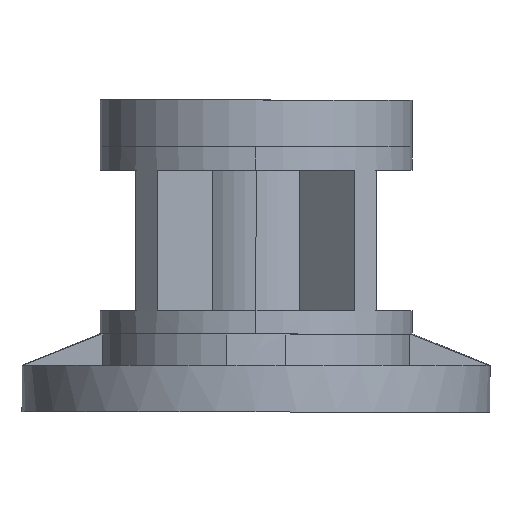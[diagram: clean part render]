
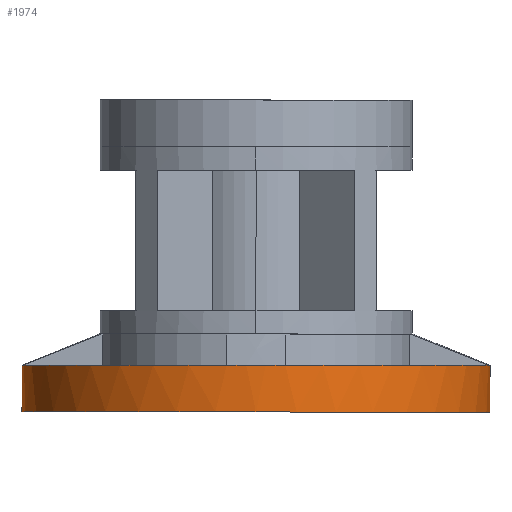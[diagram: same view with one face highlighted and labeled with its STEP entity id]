
A CAD part, left-side view. The second image highlights one B-rep face of the part: STEP entity #1974.
In plain terms, the highlighted cylindrical face has radius 60 mm (diameter 120 mm), a partial arc.
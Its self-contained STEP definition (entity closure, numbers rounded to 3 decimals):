
#61 = ORIENTED_EDGE ( 'NONE', *, *, #4217, .T. ) ;
#161 = EDGE_CURVE ( 'NONE', #7417, #5476, #6387, .T. ) ;
#165 = CARTESIAN_POINT ( 'NONE',  ( 0., 0., 0. ) ) ;
#208 = EDGE_CURVE ( 'NONE', #739, #7636, #3863, .T. ) ;
#531 = ORIENTED_EDGE ( 'NONE', *, *, #6582, .F. ) ;
#532 = CIRCLE ( 'NONE', #6721, 60. ) ;
#739 = VERTEX_POINT ( 'NONE', #7285 ) ;
#833 = AXIS2_PLACEMENT_3D ( 'NONE', #5926, #4852, #4219 ) ;
#1163 = ORIENTED_EDGE ( 'NONE', *, *, #6373, .F. ) ;
#1204 = DIRECTION ( 'NONE',  ( 0., 0., 1. ) ) ;
#1341 = ORIENTED_EDGE ( 'NONE', *, *, #3477, .T. ) ;
#1584 = ORIENTED_EDGE ( 'NONE', *, *, #1748, .T. ) ;
#1609 = LINE ( 'NONE', #4101, #1662 ) ;
#1662 = VECTOR ( 'NONE', #4020, 1000. ) ;
#1748 = EDGE_CURVE ( 'NONE', #5048, #739, #5760, .T. ) ;
#1808 = CARTESIAN_POINT ( 'NONE',  ( 0., -12., 0. ) ) ;
#1818 = DIRECTION ( 'NONE',  ( 0., -1., 0. ) ) ;
#1896 = CIRCLE ( 'NONE', #4538, 60. ) ;
#1974 = ADVANCED_FACE ( 'NONE', ( #7215 ), #4843, .T. ) ;
#2192 = DIRECTION ( 'NONE',  ( 0., 0., -1. ) ) ;
#2252 = CARTESIAN_POINT ( 'NONE',  ( 0., 0., -60. ) ) ;
#2474 = ORIENTED_EDGE ( 'NONE', *, *, #7129, .T. ) ;
#2585 = DIRECTION ( 'NONE',  ( 0., 0., 1. ) ) ;
#2915 = DIRECTION ( 'NONE',  ( 0., 0., 1. ) ) ;
#3137 = CARTESIAN_POINT ( 'NONE',  ( 0., 0., 0. ) ) ;
#3172 = VECTOR ( 'NONE', #4058, 1000. ) ;
#3444 = AXIS2_PLACEMENT_3D ( 'NONE', #1808, #4210, #1204 ) ;
#3477 = EDGE_CURVE ( 'NONE', #5476, #7736, #6928, .T. ) ;
#3786 = CARTESIAN_POINT ( 'NONE',  ( 0., -12., 60. ) ) ;
#3831 = EDGE_LOOP ( 'NONE', ( #531, #1163, #1584, #7778, #61, #5002, #1341, #2474 ) ) ;
#3863 = CIRCLE ( 'NONE', #4480, 60. ) ;
#3910 = CARTESIAN_POINT ( 'NONE',  ( -7.5, 0., -59.529 ) ) ;
#4020 = DIRECTION ( 'NONE',  ( 0., 1., 0. ) ) ;
#4058 = DIRECTION ( 'NONE',  ( 0., 1., 0. ) ) ;
#4101 = CARTESIAN_POINT ( 'NONE',  ( 0., -12., -60. ) ) ;
#4210 = DIRECTION ( 'NONE',  ( 0., 1., 0. ) ) ;
#4217 = EDGE_CURVE ( 'NONE', #7636, #7417, #1896, .T. ) ;
#4219 = DIRECTION ( 'NONE',  ( 0., 0., 1. ) ) ;
#4413 = DIRECTION ( 'NONE',  ( 0., -1., 0. ) ) ;
#4468 = DIRECTION ( 'NONE',  ( 0., 0., -1. ) ) ;
#4480 = AXIS2_PLACEMENT_3D ( 'NONE', #6519, #1818, #2915 ) ;
#4490 = CARTESIAN_POINT ( 'NONE',  ( 0., -12., 0. ) ) ;
#4526 = AXIS2_PLACEMENT_3D ( 'NONE', #4557, #6346, #2192 ) ;
#4538 = AXIS2_PLACEMENT_3D ( 'NONE', #3137, #5745, #4468 ) ;
#4557 = CARTESIAN_POINT ( 'NONE',  ( 0., 0., 0. ) ) ;
#4677 = VERTEX_POINT ( 'NONE', #5052 ) ;
#4801 = AXIS2_PLACEMENT_3D ( 'NONE', #4490, #4413, #5116 ) ;
#4843 = CYLINDRICAL_SURFACE ( 'NONE', #3444, 60. ) ;
#4852 = DIRECTION ( 'NONE',  ( 0., -1., 0. ) ) ;
#5002 = ORIENTED_EDGE ( 'NONE', *, *, #161, .T. ) ;
#5015 = CARTESIAN_POINT ( 'NONE',  ( -7.5, 0., 59.529 ) ) ;
#5048 = VERTEX_POINT ( 'NONE', #3786 ) ;
#5052 = CARTESIAN_POINT ( 'NONE',  ( 0., -12., -60. ) ) ;
#5116 = DIRECTION ( 'NONE',  ( 0., 0., -1. ) ) ;
#5476 = VERTEX_POINT ( 'NONE', #6264 ) ;
#5745 = DIRECTION ( 'NONE',  ( 0., -1., 0. ) ) ;
#5760 = LINE ( 'NONE', #7603, #3172 ) ;
#5926 = CARTESIAN_POINT ( 'NONE',  ( 0., 0., 0. ) ) ;
#6264 = CARTESIAN_POINT ( 'NONE',  ( -59.529, 0., -7.5 ) ) ;
#6346 = DIRECTION ( 'NONE',  ( 0., -1., 0. ) ) ;
#6373 = EDGE_CURVE ( 'NONE', #5048, #4677, #7200, .T. ) ;
#6387 = CIRCLE ( 'NONE', #833, 60. ) ;
#6519 = CARTESIAN_POINT ( 'NONE',  ( 0., 0., 0. ) ) ;
#6582 = EDGE_CURVE ( 'NONE', #4677, #7798, #1609, .T. ) ;
#6690 = CARTESIAN_POINT ( 'NONE',  ( -59.529, 0., 7.5 ) ) ;
#6721 = AXIS2_PLACEMENT_3D ( 'NONE', #165, #6813, #2585 ) ;
#6813 = DIRECTION ( 'NONE',  ( 0., -1., 0. ) ) ;
#6928 = CIRCLE ( 'NONE', #4526, 60. ) ;
#7129 = EDGE_CURVE ( 'NONE', #7736, #7798, #532, .T. ) ;
#7200 = CIRCLE ( 'NONE', #4801, 60. ) ;
#7215 = FACE_OUTER_BOUND ( 'NONE', #3831, .T. ) ;
#7285 = CARTESIAN_POINT ( 'NONE',  ( 0., 0., 60. ) ) ;
#7417 = VERTEX_POINT ( 'NONE', #6690 ) ;
#7603 = CARTESIAN_POINT ( 'NONE',  ( 0., -12., 60. ) ) ;
#7636 = VERTEX_POINT ( 'NONE', #5015 ) ;
#7736 = VERTEX_POINT ( 'NONE', #3910 ) ;
#7778 = ORIENTED_EDGE ( 'NONE', *, *, #208, .T. ) ;
#7798 = VERTEX_POINT ( 'NONE', #2252 ) ;
